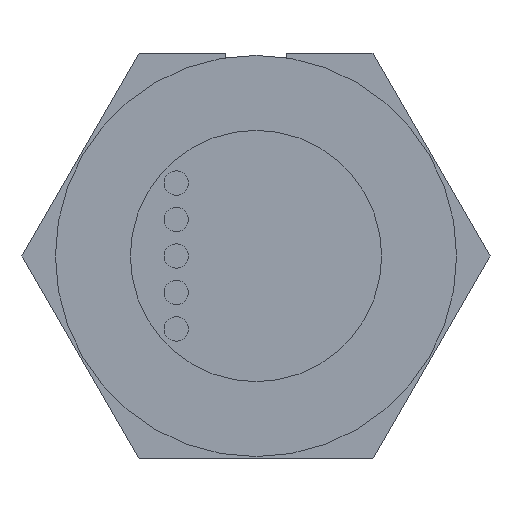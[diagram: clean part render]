
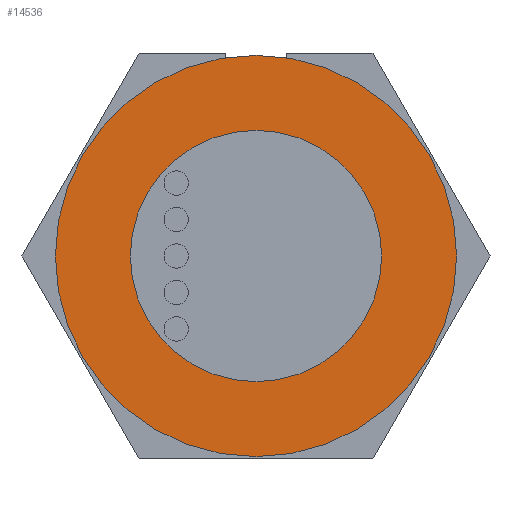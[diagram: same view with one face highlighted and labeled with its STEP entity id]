
A CAD part, left-side view. The second image highlights one B-rep face of the part: STEP entity #14536.
In plain terms, the highlighted face is planar.
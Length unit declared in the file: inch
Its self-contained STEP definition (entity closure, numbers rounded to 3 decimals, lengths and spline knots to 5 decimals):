
#2367 = CARTESIAN_POINT ( 'NONE',  ( 0., 0.70866, 0.31 ) ) ;
#4992 = CARTESIAN_POINT ( 'NONE',  ( 0., 0.70866, -0.31 ) ) ;
#5101 = DIRECTION ( 'NONE',  ( 0., 0., 1. ) ) ;
#5102 = DIRECTION ( 'NONE',  ( 0., 1., 0. ) ) ;
#5103 = CARTESIAN_POINT ( 'NONE',  ( 0., 0.70866, 0. ) ) ;
#5104 = AXIS2_PLACEMENT_3D ( 'NONE', #5103, #5102, #5101 ) ;
#5105 = CIRCLE ( 'NONE', #5104, 0.31 ) ;
#6065 = CIRCLE ( 'NONE', #6126, 0.495 ) ;
#6122 = CARTESIAN_POINT ( 'NONE',  ( 0., 0.70866, -0.495 ) ) ;
#6123 = DIRECTION ( 'NONE',  ( 0., 0., 1. ) ) ;
#6124 = DIRECTION ( 'NONE',  ( 0., 1., 0. ) ) ;
#6125 = CARTESIAN_POINT ( 'NONE',  ( 0., 0.70866, 0. ) ) ;
#6126 = AXIS2_PLACEMENT_3D ( 'NONE', #6125, #6124, #6123 ) ;
#6157 = CARTESIAN_POINT ( 'NONE',  ( 0., 0.70866, 0.495 ) ) ;
#7444 = VERTEX_POINT ( 'NONE', #2367 ) ;
#8974 = VERTEX_POINT ( 'NONE', #4992 ) ;
#8998 = EDGE_CURVE ( 'NONE', #7444, #8974, #5105, .T. ) ;
#9431 = EDGE_CURVE ( 'NONE', #9444, #9432, #6065, .T. ) ;
#9432 = VERTEX_POINT ( 'NONE', #6122 ) ;
#9444 = VERTEX_POINT ( 'NONE', #6157 ) ;
#12554 = DIRECTION ( 'NONE',  ( 0., 0., 1. ) ) ;
#12555 = DIRECTION ( 'NONE',  ( 0., 1., 0. ) ) ;
#12556 = CARTESIAN_POINT ( 'NONE',  ( 0., 0.70866, 0. ) ) ;
#12557 = AXIS2_PLACEMENT_3D ( 'NONE', #12556, #12555, #12554 ) ;
#12558 = PLANE ( 'NONE',  #12557 ) ;
#12559 = FACE_BOUND ( 'NONE', #14558, .T. ) ;
#12560 = FACE_OUTER_BOUND ( 'NONE', #14532, .T. ) ;
#12613 = DIRECTION ( 'NONE',  ( 0., 0., 1. ) ) ;
#12614 = DIRECTION ( 'NONE',  ( 0., 1., 0. ) ) ;
#12615 = CARTESIAN_POINT ( 'NONE',  ( 0., 0.70866, 0. ) ) ;
#12616 = AXIS2_PLACEMENT_3D ( 'NONE', #12615, #12614, #12613 ) ;
#12617 = CIRCLE ( 'NONE', #12616, 0.495 ) ;
#12665 = AXIS2_PLACEMENT_3D ( 'NONE', #12691, #12690, #12689 ) ;
#12666 = CIRCLE ( 'NONE', #12665, 0.31 ) ;
#12689 = DIRECTION ( 'NONE',  ( 0., 0., 1. ) ) ;
#12690 = DIRECTION ( 'NONE',  ( 0., 1., 0. ) ) ;
#12691 = CARTESIAN_POINT ( 'NONE',  ( 0., 0.70866, 0. ) ) ;
#14532 = EDGE_LOOP ( 'NONE', ( #14564, #14549 ) ) ;
#14536 = ADVANCED_FACE ( 'NONE', ( #12560, #12559 ), #12558, .T. ) ;
#14549 = ORIENTED_EDGE ( 'NONE', *, *, #9431, .T. ) ;
#14557 = ORIENTED_EDGE ( 'NONE', *, *, #14589, .F. ) ;
#14558 = EDGE_LOOP ( 'NONE', ( #14557, #14565 ) ) ;
#14560 = EDGE_CURVE ( 'NONE', #9432, #9444, #12617, .T. ) ;
#14564 = ORIENTED_EDGE ( 'NONE', *, *, #14560, .T. ) ;
#14565 = ORIENTED_EDGE ( 'NONE', *, *, #8998, .F. ) ;
#14589 = EDGE_CURVE ( 'NONE', #8974, #7444, #12666, .T. ) ;
